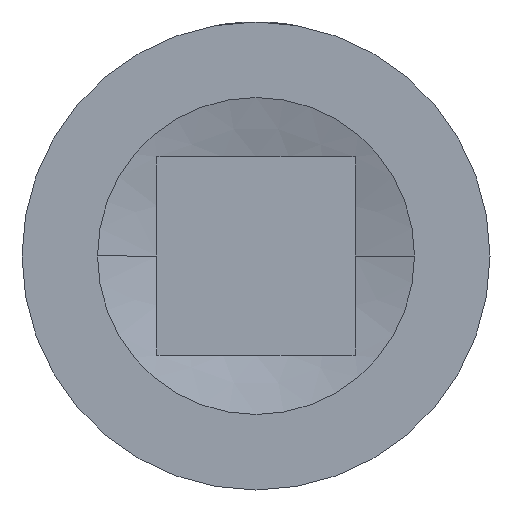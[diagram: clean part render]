
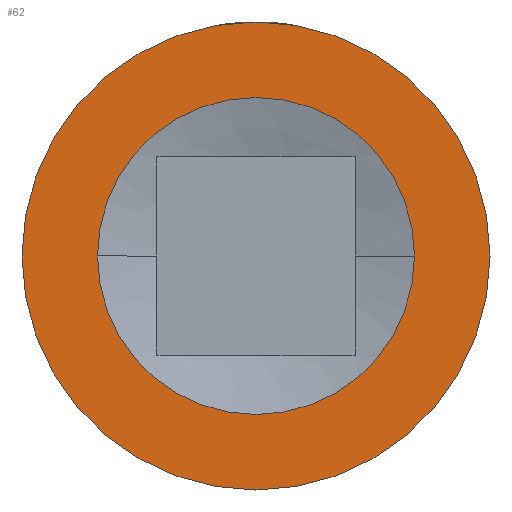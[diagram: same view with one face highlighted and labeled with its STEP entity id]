
A CAD part, front view. The second image highlights one B-rep face of the part: STEP entity #62.
In plain terms, the highlighted planar face has unit normal (0, -1, 0).
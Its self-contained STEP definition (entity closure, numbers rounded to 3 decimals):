
#62 = ADVANCED_FACE ( 'NONE', ( #1158, #141 ), #1529, .T. ) ;
#114 = DIRECTION ( 'NONE',  ( 1., 0., 0. ) ) ;
#141 = FACE_BOUND ( 'NONE', #1461, .T. ) ;
#166 = CARTESIAN_POINT ( 'NONE',  ( 0., 0., 0. ) ) ;
#172 = DIRECTION ( 'NONE',  ( 1., 0., 0. ) ) ;
#212 = CIRCLE ( 'NONE', #1125, 10.16 ) ;
#277 = EDGE_CURVE ( 'NONE', #1036, #1443, #769, .T. ) ;
#324 = ORIENTED_EDGE ( 'NONE', *, *, #277, .T. ) ;
#336 = CARTESIAN_POINT ( 'NONE',  ( 10.16, 0., 0. ) ) ;
#372 = EDGE_LOOP ( 'NONE', ( #1450, #324 ) ) ;
#375 = DIRECTION ( 'NONE',  ( 0., -1., 0. ) ) ;
#384 = CARTESIAN_POINT ( 'NONE',  ( 0., 0., 0. ) ) ;
#417 = AXIS2_PLACEMENT_3D ( 'NONE', #544, #375, #514 ) ;
#514 = DIRECTION ( 'NONE',  ( 1., 0., 0. ) ) ;
#544 = CARTESIAN_POINT ( 'NONE',  ( 10.16, 0., 0. ) ) ;
#652 = DIRECTION ( 'NONE',  ( 0., -1., 0. ) ) ;
#674 = AXIS2_PLACEMENT_3D ( 'NONE', #1456, #826, #1338 ) ;
#727 = CARTESIAN_POINT ( 'NONE',  ( -15., 0., 0. ) ) ;
#737 = EDGE_CURVE ( 'NONE', #1443, #1036, #1178, .T. ) ;
#760 = CARTESIAN_POINT ( 'NONE',  ( 0., 0., 0. ) ) ;
#769 = CIRCLE ( 'NONE', #674, 15. ) ;
#826 = DIRECTION ( 'NONE',  ( 0., -1., 0. ) ) ;
#828 = CIRCLE ( 'NONE', #928, 10.16 ) ;
#835 = AXIS2_PLACEMENT_3D ( 'NONE', #760, #1008, #114 ) ;
#867 = CARTESIAN_POINT ( 'NONE',  ( -10.16, 0., 0. ) ) ;
#928 = AXIS2_PLACEMENT_3D ( 'NONE', #166, #652, #172 ) ;
#944 = EDGE_CURVE ( 'NONE', #1475, #1476, #828, .T. ) ;
#950 = EDGE_CURVE ( 'NONE', #1476, #1475, #212, .T. ) ;
#1008 = DIRECTION ( 'NONE',  ( 0., -1., 0. ) ) ;
#1036 = VERTEX_POINT ( 'NONE', #727 ) ;
#1042 = DIRECTION ( 'NONE',  ( 0., -1., 0. ) ) ;
#1052 = DIRECTION ( 'NONE',  ( 1., 0., 0. ) ) ;
#1125 = AXIS2_PLACEMENT_3D ( 'NONE', #384, #1042, #1052 ) ;
#1158 = FACE_OUTER_BOUND ( 'NONE', #372, .T. ) ;
#1178 = CIRCLE ( 'NONE', #835, 15. ) ;
#1197 = CARTESIAN_POINT ( 'NONE',  ( 15., 0., 0. ) ) ;
#1300 = ORIENTED_EDGE ( 'NONE', *, *, #944, .F. ) ;
#1338 = DIRECTION ( 'NONE',  ( 1., 0., 0. ) ) ;
#1443 = VERTEX_POINT ( 'NONE', #1197 ) ;
#1450 = ORIENTED_EDGE ( 'NONE', *, *, #737, .T. ) ;
#1456 = CARTESIAN_POINT ( 'NONE',  ( 0., 0., 0. ) ) ;
#1459 = ORIENTED_EDGE ( 'NONE', *, *, #950, .F. ) ;
#1461 = EDGE_LOOP ( 'NONE', ( #1300, #1459 ) ) ;
#1475 = VERTEX_POINT ( 'NONE', #336 ) ;
#1476 = VERTEX_POINT ( 'NONE', #867 ) ;
#1529 = PLANE ( 'NONE',  #417 ) ;
